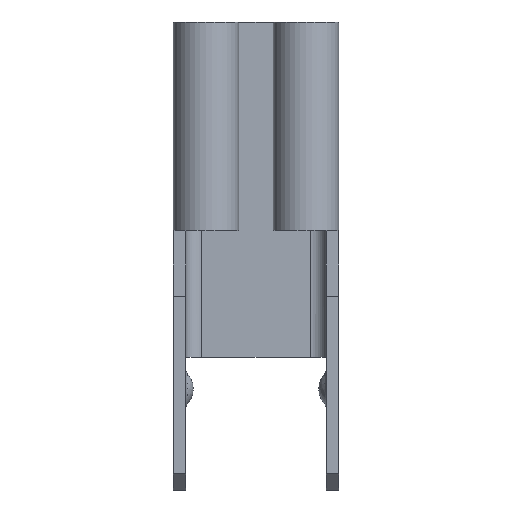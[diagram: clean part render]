
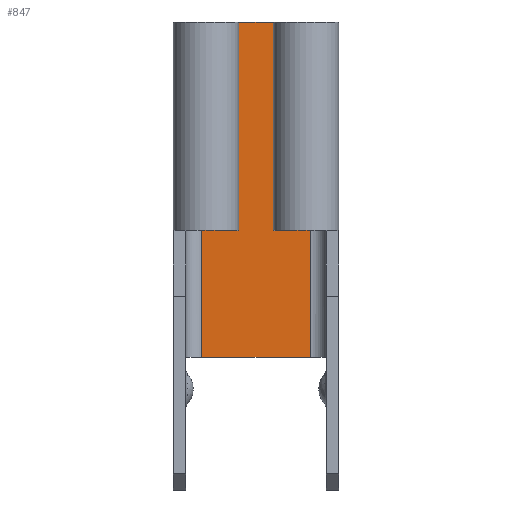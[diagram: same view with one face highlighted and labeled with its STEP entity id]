
A CAD part, top view. The second image highlights one B-rep face of the part: STEP entity #847.
In plain terms, the highlighted planar face has unit normal (0, 0, 1).
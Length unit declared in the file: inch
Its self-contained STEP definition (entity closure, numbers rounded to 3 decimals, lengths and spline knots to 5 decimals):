
#25 = PLANE ( 'NONE',  #769 ) ;
#29 = LINE ( 'NONE', #427, #353 ) ;
#76 = EDGE_CURVE ( 'NONE', #780, #604, #1592, .T. ) ;
#204 = ORIENTED_EDGE ( 'NONE', *, *, #1135, .F. ) ;
#240 = DIRECTION ( 'NONE',  ( 0., -1., 0. ) ) ;
#296 = CARTESIAN_POINT ( 'NONE',  ( 0.051, 0.196, 0.012 ) ) ;
#311 = DIRECTION ( 'NONE',  ( 1., 0., 0. ) ) ;
#344 = VERTEX_POINT ( 'NONE', #1643 ) ;
#353 = VECTOR ( 'NONE', #1504, 39.37008 ) ;
#365 = CARTESIAN_POINT ( 'NONE',  ( -0.051, -0.119, 0.012 ) ) ;
#375 = ORIENTED_EDGE ( 'NONE', *, *, #1556, .T. ) ;
#427 = CARTESIAN_POINT ( 'NONE',  ( -0.051, 0.196, 0.012 ) ) ;
#428 = EDGE_LOOP ( 'NONE', ( #1438, #375, #204, #870 ) ) ;
#495 = CARTESIAN_POINT ( 'NONE',  ( -0.051, 0.196, 0.012 ) ) ;
#501 = CARTESIAN_POINT ( 'NONE',  ( -0.051, 0.196, 0.012 ) ) ;
#555 = VECTOR ( 'NONE', #771, 39.37008 ) ;
#604 = VERTEX_POINT ( 'NONE', #501 ) ;
#674 = LINE ( 'NONE', #786, #749 ) ;
#749 = VECTOR ( 'NONE', #240, 39.37008 ) ;
#764 = VERTEX_POINT ( 'NONE', #835 ) ;
#769 = AXIS2_PLACEMENT_3D ( 'NONE', #984, #1127, #311 ) ;
#771 = DIRECTION ( 'NONE',  ( 1., 0., 0. ) ) ;
#780 = VERTEX_POINT ( 'NONE', #296 ) ;
#786 = CARTESIAN_POINT ( 'NONE',  ( 0.051, 0.196, 0.012 ) ) ;
#835 = CARTESIAN_POINT ( 'NONE',  ( 0.051, -0.119, 0.012 ) ) ;
#847 = ADVANCED_FACE ( 'NONE', ( #1416 ), #25, .T. ) ;
#870 = ORIENTED_EDGE ( 'NONE', *, *, #76, .T. ) ;
#984 = CARTESIAN_POINT ( 'NONE',  ( -0.051, 0.196, 0.012 ) ) ;
#1127 = DIRECTION ( 'NONE',  ( 0., 0., 1. ) ) ;
#1135 = EDGE_CURVE ( 'NONE', #780, #764, #674, .T. ) ;
#1237 = VECTOR ( 'NONE', #1574, 39.37008 ) ;
#1416 = FACE_OUTER_BOUND ( 'NONE', #428, .T. ) ;
#1438 = ORIENTED_EDGE ( 'NONE', *, *, #1484, .T. ) ;
#1484 = EDGE_CURVE ( 'NONE', #604, #344, #29, .T. ) ;
#1504 = DIRECTION ( 'NONE',  ( 0., -1., 0. ) ) ;
#1556 = EDGE_CURVE ( 'NONE', #344, #764, #1630, .T. ) ;
#1574 = DIRECTION ( 'NONE',  ( -1., 0., 0. ) ) ;
#1592 = LINE ( 'NONE', #495, #1237 ) ;
#1630 = LINE ( 'NONE', #365, #555 ) ;
#1643 = CARTESIAN_POINT ( 'NONE',  ( -0.051, -0.119, 0.012 ) ) ;
